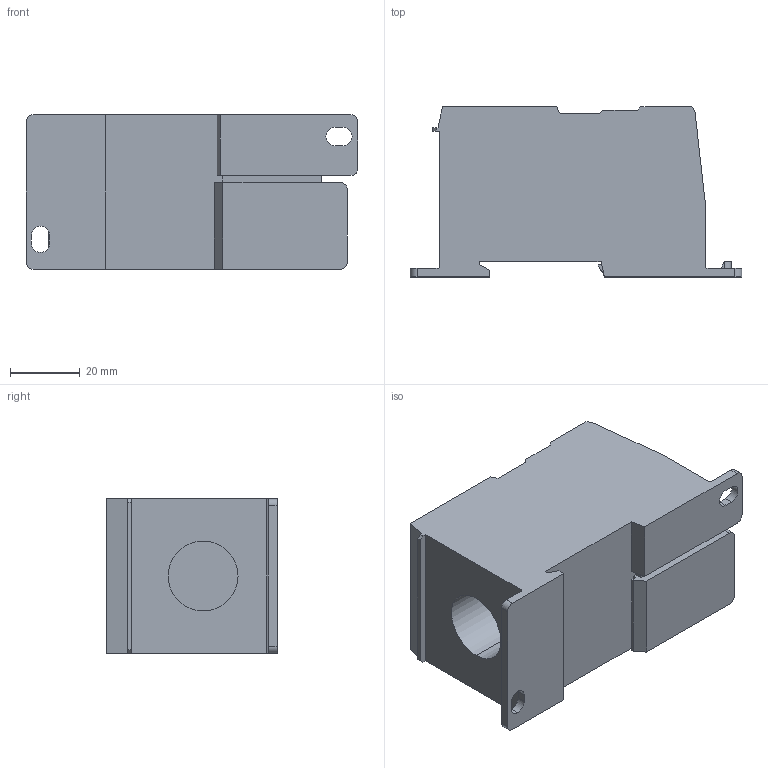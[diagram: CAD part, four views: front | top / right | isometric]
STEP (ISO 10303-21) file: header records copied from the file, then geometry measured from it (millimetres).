
FILE_DESCRIPTION (( 'STEP AP203' ), '1' );
FILE_NAME ('38620.step', '2024-07-23T19:30:14', ( '' ), ( '' ), 'SwSTEP 2.0', 'SolidWorks 2023', '' );
FILE_SCHEMA (( 'CONFIG_CONTROL_DESIGN' ));
Length unit declared in the file: inch
Products named in the file (1): 38620
Bounding box: 95.4 x 49 x 44.5 mm (x, y, z)
Volume: 125830.5 mm3; surface area: 31726.5 mm2
Topology: 1 solids, 1 shells, 233 faces, 612 edges, 389 vertices
Faces by surface type: plane 100, cylinder 91, cone 42
Entity records: 7426 total; most frequent: CARTESIAN_POINT 1648, DIRECTION 1199, ORIENTED_EDGE 1184, EDGE_CURVE 592, AXIS2_PLACEMENT_3D 434, VERTEX_POINT 389, VECTOR 331, LINE 331
